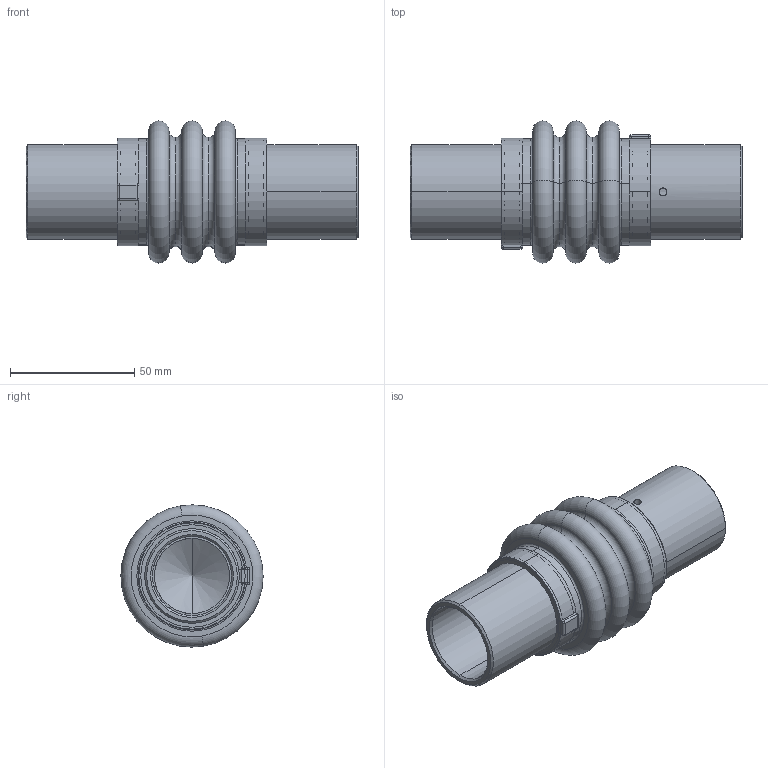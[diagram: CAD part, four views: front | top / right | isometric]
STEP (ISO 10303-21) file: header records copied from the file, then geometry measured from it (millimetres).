
FILE_DESCRIPTION (( 'STEP AP214' ), '1' );
FILE_NAME ('MS20271B24.STEP', '2018-06-08T18:46:17', ( 'rick' ), ( 'Hewlett-Packard Company' ), 'SwSTEP 2.0', 'SolidWorks 2017', '' );
FILE_SCHEMA (( 'AUTOMOTIVE_DESIGN' ));
Length unit declared in the file: inch
Products named in the file (8): JS25x CLAMPS_JS253-1500 BOOT; 1500 BOOT_1500 BOOT-SL INSTALLED (MS20271B24); RIVET_HS1500-3A - Clinch; MIL Spec Short Pin_MS20271B24-4A; MIL Spec Long Pin_MS20271B24-5A; MIL Spec Block_MS20271B24-2A; MS2027xB24-Y_MS20271B24LH; MS20271B24
Assembly tree (10 placements, depth 2):
  MS20271B24
    MS2027xB24-Y_MS20271B24LH  x2
    MIL Spec Block_MS20271B24-2A
    MIL Spec Long Pin_MS20271B24-5A
    MIL Spec Short Pin_MS20271B24-4A  x2
    RIVET_HS1500-3A - Clinch
    1500 BOOT_1500 BOOT-SL INSTALLED (MS20271B24)
    JS25x CLAMPS_JS253-1500 BOOT  x2
Bounding box: 133.35 x 57.15 x 57.15 mm (x, y, z)
Volume: 96550.9 mm3; surface area: 68416.8 mm2
Topology: 10 solids, 10 shells, 352 faces, 852 edges, 508 vertices
Faces by surface type: cylinder 140, plane 80, cone 60, torus 40, sphere 16, bspline 16
Entity records: 10038 total; most frequent: CARTESIAN_POINT 2479, DIRECTION 1250, ORIENTED_EDGE 1120, EDGE_CURVE 560, AXIS2_PLACEMENT_3D 538, VERTEX_POINT 341, CIRCLE 290, EDGE_LOOP 273
